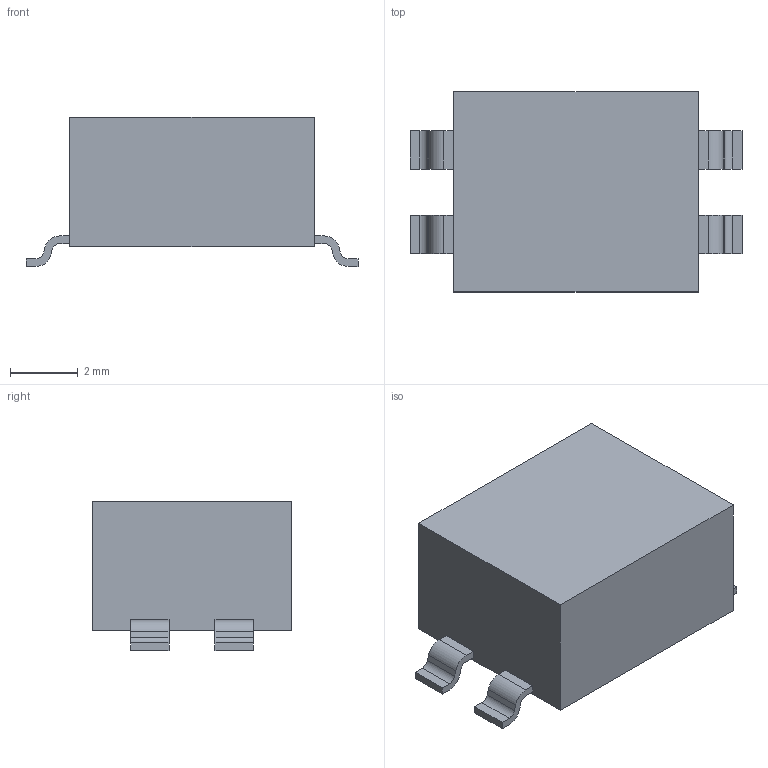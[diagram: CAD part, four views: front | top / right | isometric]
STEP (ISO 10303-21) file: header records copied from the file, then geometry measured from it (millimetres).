
FILE_DESCRIPTION(('STEP AP214'),'1');
FILE_NAME('IND_50XXXC_MUR','2023-09-03T06:47:19',(''),(''),'','','');
FILE_SCHEMA(('AUTOMOTIVE_DESIGN'));
Length unit declared in the file: millimetre
Products named in the file (1): product
Bounding box: 9.79 x 5.89 x 4.39 mm (x, y, z)
Volume: 163.6 mm3; surface area: 204.9 mm2
Topology: 5 solids, 5 shells, 62 faces, 156 edges, 104 vertices
Faces by surface type: plane 46, cylinder 16
Entity records: 1934 total; most frequent: DIRECTION 314, ORIENTED_EDGE 312, CARTESIAN_POINT 183, EDGE_CURVE 156, LINE 124, VECTOR 124, VERTEX_POINT 104, AXIS2_PLACEMENT_3D 95
